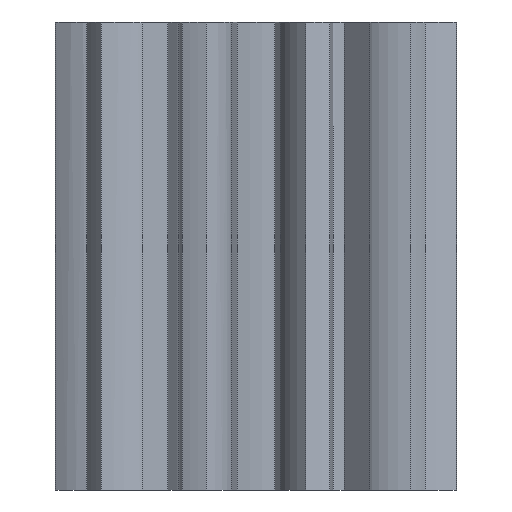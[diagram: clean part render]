
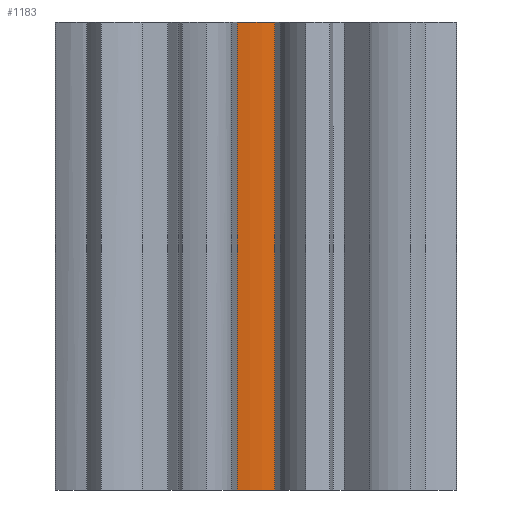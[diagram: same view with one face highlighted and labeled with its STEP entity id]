
A CAD part, front view. The second image highlights one B-rep face of the part: STEP entity #1183.
In plain terms, the highlighted cylindrical face has radius 1.875 mm (diameter 3.75 mm), a partial arc.
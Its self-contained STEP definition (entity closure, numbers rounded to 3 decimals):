
#118=FACE_OUTER_BOUND('',#183,.T.);
#183=EDGE_LOOP('',(#895,#896,#897,#898));
#267=LINE('',#9599,#368);
#270=LINE('',#9608,#371);
#368=VECTOR('',#1443,10.);
#371=VECTOR('',#1454,10.);
#441=CIRCLE('',#1260,1.875);
#460=CIRCLE('',#1285,1.875);
#497=VERTEX_POINT('',#4112);
#498=VERTEX_POINT('',#4114);
#549=VERTEX_POINT('',#9598);
#551=VERTEX_POINT('',#9606);
#625=EDGE_CURVE('',#498,#497,#441,.T.);
#682=EDGE_CURVE('',#497,#549,#267,.T.);
#686=EDGE_CURVE('',#551,#549,#460,.T.);
#687=EDGE_CURVE('',#551,#498,#270,.T.);
#895=ORIENTED_EDGE('',*,*,#682,.T.);
#896=ORIENTED_EDGE('',*,*,#686,.F.);
#897=ORIENTED_EDGE('',*,*,#687,.T.);
#898=ORIENTED_EDGE('',*,*,#625,.T.);
#1152=CYLINDRICAL_SURFACE('',#1284,1.875);
#1183=ADVANCED_FACE('',(#118),#1152,.T.);
#1260=AXIS2_PLACEMENT_3D('',#4115,#1378,#1379);
#1284=AXIS2_PLACEMENT_3D('',#9605,#1450,#1451);
#1285=AXIS2_PLACEMENT_3D('',#9607,#1452,#1453);
#1378=DIRECTION('center_axis',(0.,0.,1.));
#1379=DIRECTION('ref_axis',(1.,0.,0.));
#1443=DIRECTION('',(0.,0.,1.));
#1450=DIRECTION('center_axis',(0.,0.,1.));
#1451=DIRECTION('ref_axis',(1.,0.,0.));
#1452=DIRECTION('center_axis',(0.,0.,1.));
#1453=DIRECTION('ref_axis',(1.,0.,0.));
#1454=DIRECTION('',(0.,0.,-1.));
#4112=CARTESIAN_POINT('',(0.283,-1.854,0.));
#4114=CARTESIAN_POINT('',(-0.283,-1.854,0.));
#4115=CARTESIAN_POINT('Origin',(0.,0.,0.));
#9598=CARTESIAN_POINT('',(0.283,-1.854,7.));
#9599=CARTESIAN_POINT('',(0.283,-1.854,0.));
#9605=CARTESIAN_POINT('Origin',(0.,0.,0.));
#9606=CARTESIAN_POINT('',(-0.283,-1.854,7.));
#9607=CARTESIAN_POINT('Origin',(0.,0.,7.));
#9608=CARTESIAN_POINT('',(-0.283,-1.854,0.));
